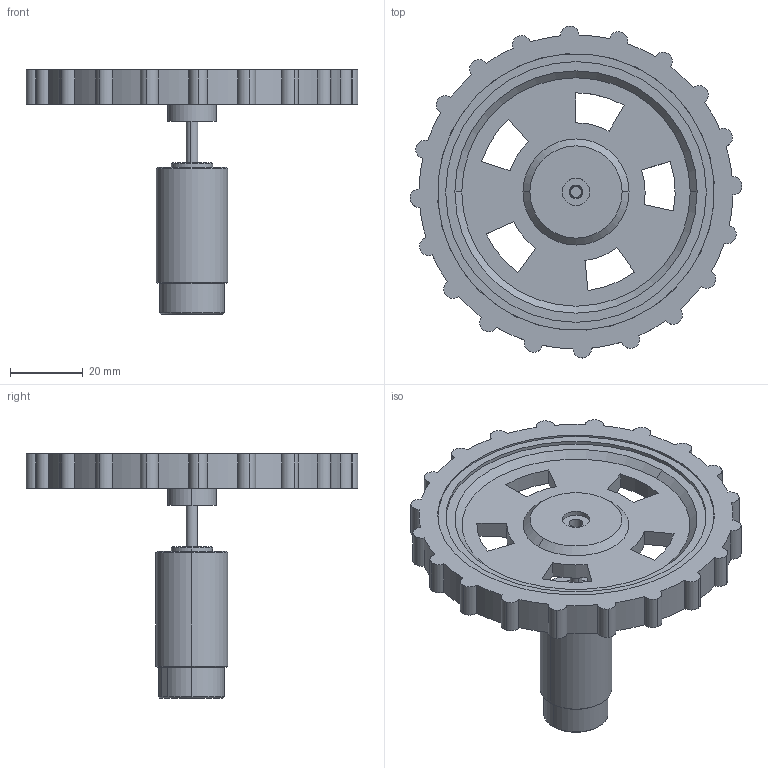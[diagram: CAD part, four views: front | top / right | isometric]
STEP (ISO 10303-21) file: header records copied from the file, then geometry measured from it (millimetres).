
FILE_DESCRIPTION (( 'STEP AP214' ), '1' );
FILE_NAME ('Assem8.STEP', '2021-06-05T16:24:13', ( '' ), ( '' ), 'SwSTEP 2.0', 'SolidWorks 2020', '' );
FILE_SCHEMA (( 'AUTOMOTIVE_DESIGN' ));
Length unit declared in the file: inch
Products named in the file (1): Assem8
Bounding box: 91.19 x 91.19 x 67.11 mm (x, y, z)
Volume: 49270.8 mm3; surface area: 27919.6 mm2
Topology: 4 solids, 4 shells, 176 faces, 440 edges, 286 vertices
Faces by surface type: cylinder 109, plane 44, cone 23
Entity records: 7748 total; most frequent: DIRECTION 1041, CARTESIAN_POINT 903, ORIENTED_EDGE 880, EDGE_CURVE 440, AXIS2_PLACEMENT_3D 424, VERTEX_POINT 286, CIRCLE 247, EDGE_LOOP 206
